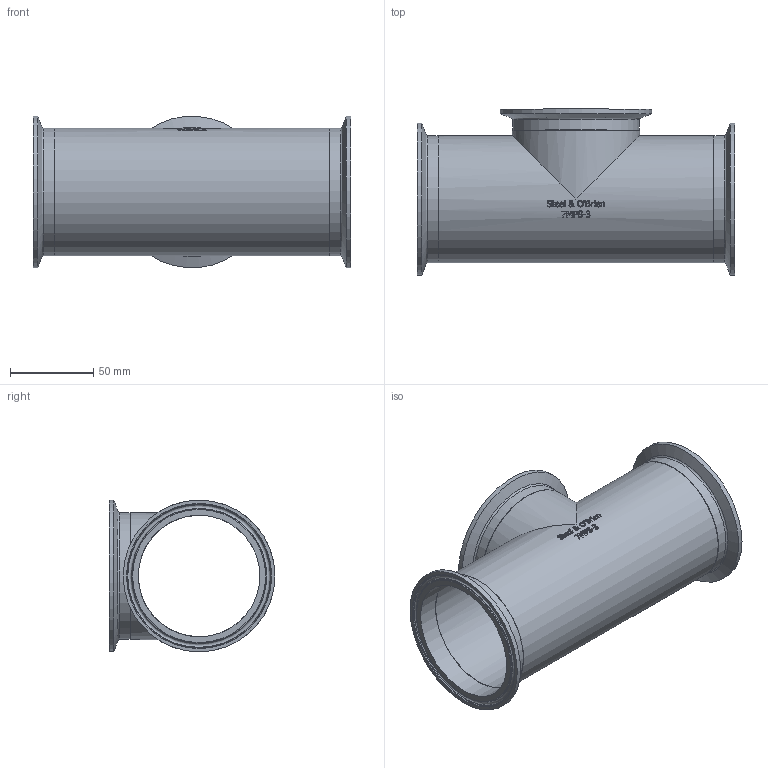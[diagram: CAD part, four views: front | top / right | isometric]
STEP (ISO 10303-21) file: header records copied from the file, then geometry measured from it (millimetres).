
FILE_DESCRIPTION(/* description */ (''),/* implementation_level */ '2;1');
FILE_NAME(/* name */ '7MPS-3.stp',/* time_stamp */ '2019-02-01T15:12:46-05:00',/* author */ ('rick'),/* organization */ (''),/* preprocessor_version */ 'ST-DEVELOPER v15.2',/* originating_system */ 'Autodesk Inventor 2014',/* authorisation */ '');
FILE_SCHEMA (('AUTOMOTIVE_DESIGN { 1 0 10303 214 3 1 1 }'));
Length unit declared in the file: inch
Products named in the file (1): 7MPS-3
Bounding box: 190.5 x 99.43 x 90.91 mm (x, y, z)
Volume: 97539.2 mm3; surface area: 105278 mm2
Topology: 1 solids, 1 shells, 367 faces, 960 edges, 632 vertices
Faces by surface type: bspline 162, plane 136, cylinder 42, torus 18, cone 9
Full cylindrical faces by diameter (mm): 72.898 x5, 76.2 x5, 90.907 x3
Entity records: 14031 total; most frequent: CARTESIAN_POINT 6021, ORIENTED_EDGE 1826, DIRECTION 1184, EDGE_CURVE 913, VERTEX_POINT 627, EDGE_LOOP 450, LINE 406, VECTOR 406
